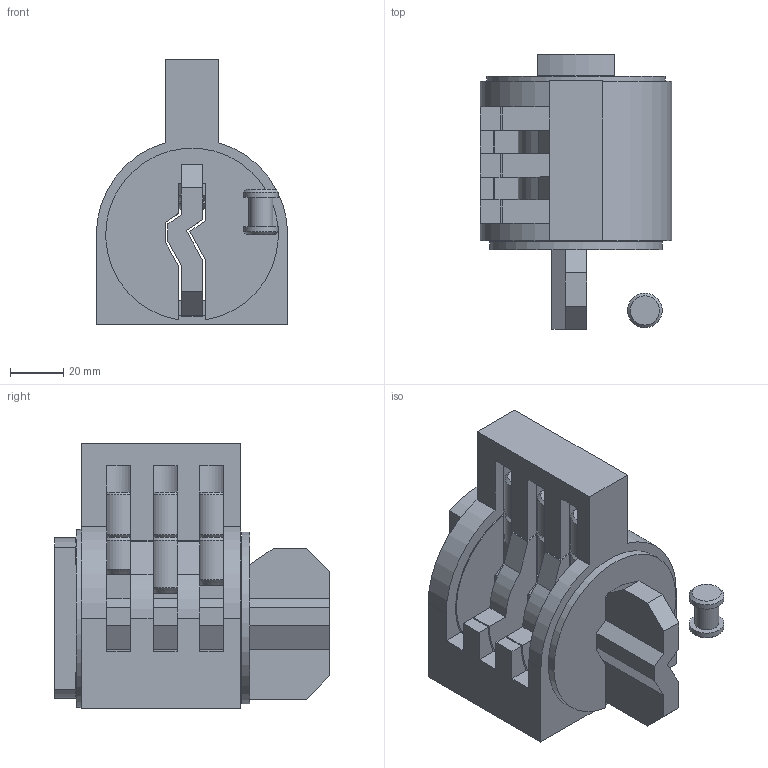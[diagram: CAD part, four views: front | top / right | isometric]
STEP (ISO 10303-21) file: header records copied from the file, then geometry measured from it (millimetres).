
FILE_DESCRIPTION(/* description */ (''),/* implementation_level */ '2;1');
FILE_NAME(/* name */ 'lock.step',/* time_stamp */ '2023-08-06T20:31:51-07:00',/* author */ (''),/* organization */ (''),/* preprocessor_version */ 'ST-DEVELOPER v19.2',/* originating_system */ 'Autodesk Translation Framework v12.6.0.85',/* authorisation */ '');
FILE_SCHEMA (('AUTOMOTIVE_DESIGN { 1 0 10303 214 3 1 1 }'));
Length unit declared in the file: millimetre
Products named in the file (1): lock
Bounding box: 72 x 103.4 x 100 mm (x, y, z)
Volume: 283666.7 mm3; surface area: 86485.5 mm2
Topology: 11 solids, 11 shells, 174 faces, 456 edges, 299 vertices
Faces by surface type: plane 126, cylinder 34, cone 14
Full cylindrical faces by diameter (mm): 9 x1, 13 x8, 14 x3, 62 x1, 67 x1
Entity records: 5573 total; most frequent: CARTESIAN_POINT 1104, DIRECTION 916, ORIENTED_EDGE 912, EDGE_CURVE 456, LINE 334, VECTOR 334, VERTEX_POINT 299, AXIS2_PLACEMENT_3D 291
